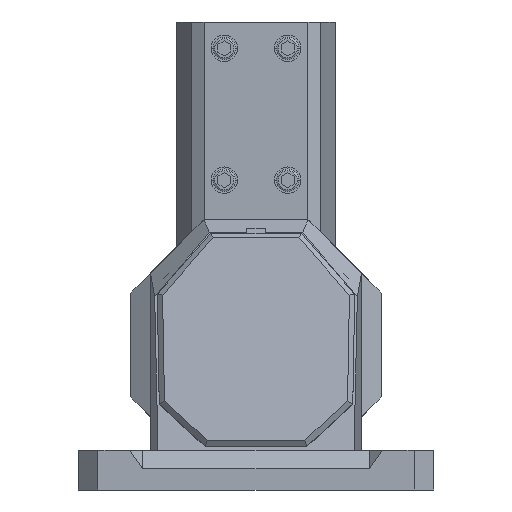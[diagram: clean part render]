
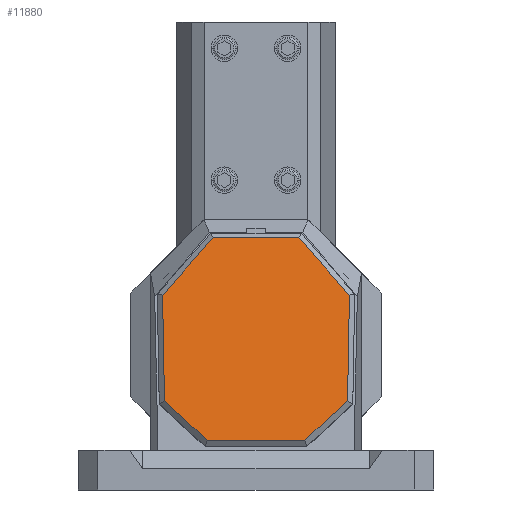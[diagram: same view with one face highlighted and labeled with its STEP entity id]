
A CAD part, front view. The second image highlights one B-rep face of the part: STEP entity #11880.
In plain terms, the highlighted face is planar.
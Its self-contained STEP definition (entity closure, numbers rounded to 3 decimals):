
#7321=DIRECTION('',(-0.682,0.,0.731));
#7322=VECTOR('',#7321,22.169);
#7323=CARTESIAN_POINT('',(38.95,0.,18.512));
#7324=LINE('',#7323,#7322);
#7328=DIRECTION('',(0.,0.,1.));
#7329=VECTOR('',#7328,37.024);
#7330=CARTESIAN_POINT('',(38.95,0.,-18.512));
#7331=LINE('',#7330,#7329);
#7335=DIRECTION('',(0.682,0.,0.731));
#7336=VECTOR('',#7335,22.169);
#7337=CARTESIAN_POINT('',(23.831,0.,-34.726));
#7338=LINE('',#7337,#7336);
#7342=DIRECTION('',(1.,0.,0.017));
#7343=VECTOR('',#7342,40.759);
#7344=CARTESIAN_POINT('',(-16.922,0.,-35.437));
#7345=LINE('',#7344,#7343);
#7349=DIRECTION('',(0.755,0.,-0.656));
#7350=VECTOR('',#7349,29.187);
#7351=CARTESIAN_POINT('',(-38.95,0.,-16.289));
#7352=LINE('',#7351,#7350);
#7356=DIRECTION('',(0.,0.,-1.));
#7357=VECTOR('',#7356,32.577);
#7358=CARTESIAN_POINT('',(-38.95,0.,16.289));
#7359=LINE('',#7358,#7357);
#7363=DIRECTION('',(-0.755,0.,-0.656));
#7364=VECTOR('',#7363,29.187);
#7365=CARTESIAN_POINT('',(-16.922,0.,35.437));
#7366=LINE('',#7365,#7364);
#7370=DIRECTION('',(-1.,0.,0.017));
#7371=VECTOR('',#7370,40.759);
#7372=CARTESIAN_POINT('',(23.831,0.,34.726));
#7373=LINE('',#7372,#7371);
#11829=CARTESIAN_POINT('',(38.95,0.,18.512));
#11830=CARTESIAN_POINT('',(23.831,0.,34.726));
#11831=VERTEX_POINT('',#11829);
#11832=VERTEX_POINT('',#11830);
#11833=CARTESIAN_POINT('',(-16.922,0.,35.437));
#11834=VERTEX_POINT('',#11833);
#11837=CARTESIAN_POINT('',(-38.95,0.,16.289));
#11838=VERTEX_POINT('',#11837);
#11843=CARTESIAN_POINT('',(-38.95,0.,-16.289));
#11844=VERTEX_POINT('',#11843);
#11847=CARTESIAN_POINT('',(-16.922,0.,-35.437));
#11848=VERTEX_POINT('',#11847);
#11851=CARTESIAN_POINT('',(23.831,0.,-34.726));
#11852=VERTEX_POINT('',#11851);
#11853=CARTESIAN_POINT('',(38.95,0.,-18.512));
#11854=VERTEX_POINT('',#11853);
#11857=CARTESIAN_POINT('',(0.,0.,0.));
#11858=DIRECTION('',(0.,1.,0.));
#11859=DIRECTION('',(1.,0.,0.));
#11860=AXIS2_PLACEMENT_3D('',#11857,#11858,#11859);
#11861=PLANE('',#11860);
#11863=ORIENTED_EDGE('',*,*,#11862,.F.);
#11865=ORIENTED_EDGE('',*,*,#11864,.F.);
#11867=ORIENTED_EDGE('',*,*,#11866,.F.);
#11869=ORIENTED_EDGE('',*,*,#11868,.F.);
#11871=ORIENTED_EDGE('',*,*,#11870,.F.);
#11873=ORIENTED_EDGE('',*,*,#11872,.F.);
#11875=ORIENTED_EDGE('',*,*,#11874,.F.);
#11877=ORIENTED_EDGE('',*,*,#11876,.F.);
#11878=EDGE_LOOP('',(#11863,#11865,#11867,#11869,#11871,#11873,#11875,#11877));
#11879=FACE_OUTER_BOUND('',#11878,.F.);
#11880=ADVANCED_FACE('',(#11879),#11861,.F.);
#11862=EDGE_CURVE('',#11831,#11832,#7324,.T.);
#11864=EDGE_CURVE('',#11854,#11831,#7331,.T.);
#11866=EDGE_CURVE('',#11852,#11854,#7338,.T.);
#11868=EDGE_CURVE('',#11848,#11852,#7345,.T.);
#11870=EDGE_CURVE('',#11844,#11848,#7352,.T.);
#11872=EDGE_CURVE('',#11838,#11844,#7359,.T.);
#11874=EDGE_CURVE('',#11834,#11838,#7366,.T.);
#11876=EDGE_CURVE('',#11832,#11834,#7373,.T.);
